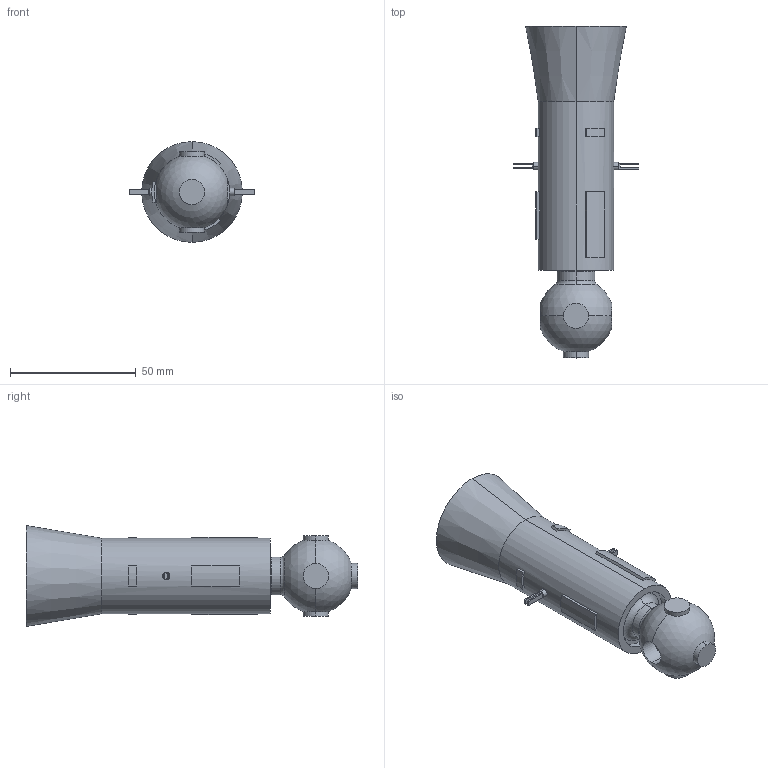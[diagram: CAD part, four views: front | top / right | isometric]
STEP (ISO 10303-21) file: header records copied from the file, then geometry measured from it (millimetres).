
FILE_DESCRIPTION (( 'STEP AP203' ), '1' );
FILE_NAME ('control module.par_Défaut_sldprt.STEP', '2024-03-20T04:11:16', ( '' ), ( '' ), 'SwSTEP 2.0', 'SolidWorks 2022', '' );
FILE_SCHEMA (( 'CONFIG_CONTROL_DESIGN' ));
Length unit declared in the file: millimetre
Products named in the file (1): control module.par_Défaut_sldprt
Bounding box: 50 x 131.8 x 40 mm (x, y, z)
Volume: 88764.8 mm3; surface area: 15995.5 mm2
Topology: 1 solids, 1 shells, 97 faces, 220 edges, 138 vertices
Faces by surface type: plane 57, cylinder 30, torus 6, sphere 2, cone 2
Entity records: 2861 total; most frequent: CARTESIAN_POINT 554, DIRECTION 498, ORIENTED_EDGE 432, EDGE_CURVE 216, AXIS2_PLACEMENT_3D 188, VERTEX_POINT 136, LINE 122, VECTOR 122
